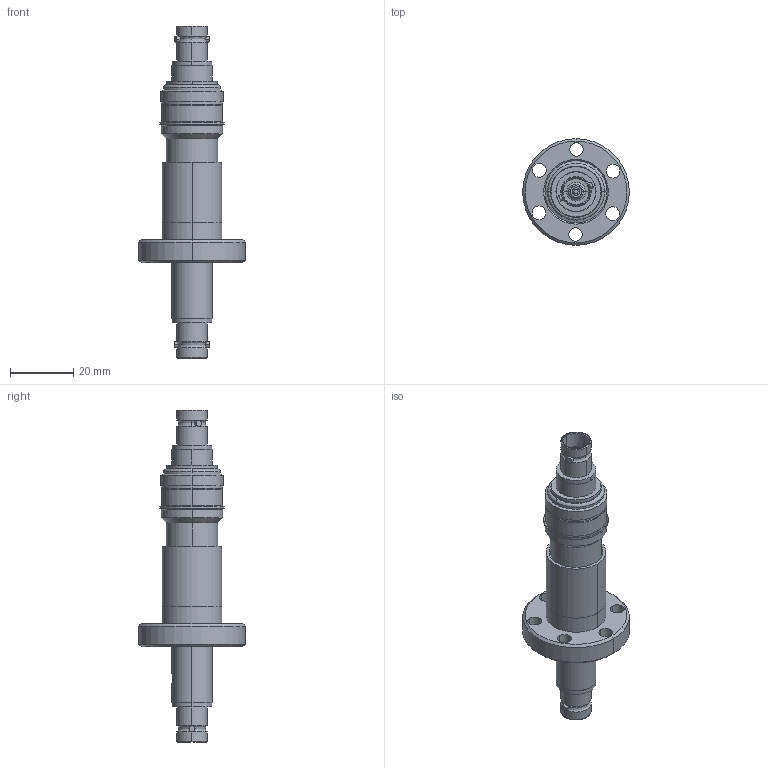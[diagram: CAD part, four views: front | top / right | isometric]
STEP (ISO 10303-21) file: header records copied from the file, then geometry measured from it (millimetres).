
FILE_DESCRIPTION (( 'STEP AP203' ), '1' );
FILE_NAME ('A0474-2-CF.STEP', '2013-08-28T12:08:25', ( '' ), ( '' ), 'SwSTEP 2.0', 'SolidWorks 2012', '' );
FILE_SCHEMA (( 'CONFIG_CONTROL_DESIGN' ));
Length unit declared in the file: inch
Products named in the file (1): A0474-2-CF
Bounding box: 33.78 x 33.78 x 105.26 mm (x, y, z)
Volume: 14781.3 mm3; surface area: 18138.8 mm2
Topology: 1 solids, 3 shells, 260 faces, 604 edges, 388 vertices
Faces by surface type: cylinder 142, plane 54, cone 34, bspline 30
Entity records: 8449 total; most frequent: CARTESIAN_POINT 2271, DIRECTION 1386, ORIENTED_EDGE 1208, EDGE_CURVE 604, AXIS2_PLACEMENT_3D 593, VERTEX_POINT 388, CIRCLE 362, EDGE_LOOP 316
